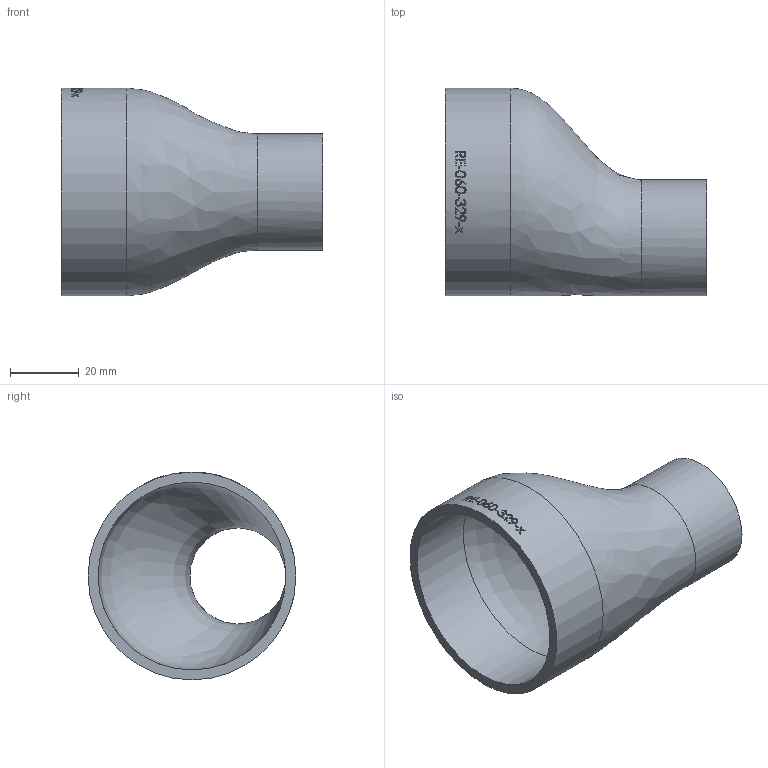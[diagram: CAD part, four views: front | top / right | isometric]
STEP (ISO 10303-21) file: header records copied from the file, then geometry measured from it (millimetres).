
FILE_DESCRIPTION (( 'STEP AP214' ), '1' );
FILE_NAME ('RE-060-329-x Reduzierung Exzenter 60,3x33,7x2,9x2,6 BL76 2101.STEP', '2021-01-04T14:10:12', ( '' ), ( '' ), 'SwSTEP 2.0', 'SolidWorks 2019', '' );
FILE_SCHEMA (( 'AUTOMOTIVE_DESIGN' ));
Length unit declared in the file: millimetre
Products named in the file (1): RE-060-329-x Reduzierung Exzenter 60,3x33,7x2,9x2,6 BL76 2101
Bounding box: 76 x 60.3 x 60.3 mm (x, y, z)
Volume: 31967 mm3; surface area: 22866.4 mm2
Topology: 1 solids, 1 shells, 148 faces, 389 edges, 259 vertices
Faces by surface type: bspline 82, plane 45, cylinder 20, cone 1
Full cylindrical faces by diameter (mm): 33.7 x1, 54.5 x1, 60.3 x1
Entity records: 17506 total; most frequent: CARTESIAN_POINT 13077, ORIENTED_EDGE 754, EDGE_CURVE 377, DIRECTION 313, B_SPLINE_CURVE_WITH_KNOTS 255, VERTEX_POINT 254, EDGE_LOOP 173, FACE_OUTER_BOUND 153
